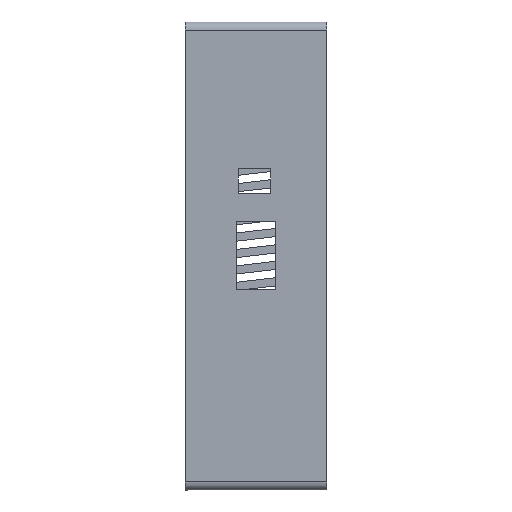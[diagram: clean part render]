
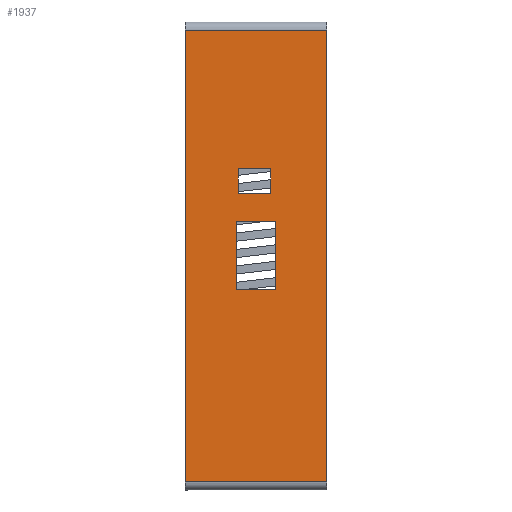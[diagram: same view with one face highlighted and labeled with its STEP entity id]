
A CAD part, left-side view. The second image highlights one B-rep face of the part: STEP entity #1937.
In plain terms, the highlighted planar face has unit normal (-1, 0, 0).
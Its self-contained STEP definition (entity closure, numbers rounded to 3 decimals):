
#28 = ORIENTED_EDGE ( 'NONE', *, *, #5442, .T. ) ;
#29 = EDGE_CURVE ( 'NONE', #4598, #3399, #4819, .T. ) ;
#100 = ORIENTED_EDGE ( 'NONE', *, *, #6633, .F. ) ;
#196 = FACE_BOUND ( 'NONE', #2778, .T. ) ;
#246 = DIRECTION ( 'NONE',  ( 0., 0., 1. ) ) ;
#247 = AXIS2_PLACEMENT_3D ( 'NONE', #7256, #2410, #7835 ) ;
#386 = ORIENTED_EDGE ( 'NONE', *, *, #2006, .T. ) ;
#400 = DIRECTION ( 'NONE',  ( 0., 1., 0. ) ) ;
#459 = CARTESIAN_POINT ( 'NONE',  ( -23.174, 73.528, 80.602 ) ) ;
#551 = ORIENTED_EDGE ( 'NONE', *, *, #2981, .F. ) ;
#690 = VERTEX_POINT ( 'NONE', #6612 ) ;
#784 = DIRECTION ( 'NONE',  ( 0., -1., 0. ) ) ;
#895 = CARTESIAN_POINT ( 'NONE',  ( -23.174, 86.428, 122.352 ) ) ;
#1043 = FACE_OUTER_BOUND ( 'NONE', #1193, .T. ) ;
#1057 = VERTEX_POINT ( 'NONE', #1462 ) ;
#1089 = DIRECTION ( 'NONE',  ( 0., 1., 0. ) ) ;
#1110 = CARTESIAN_POINT ( 'NONE',  ( -23.174, 94.428, 120.352 ) ) ;
#1150 = DIRECTION ( 'NONE',  ( 0., 0., 1. ) ) ;
#1193 = EDGE_LOOP ( 'NONE', ( #7577, #28, #1747, #386 ) ) ;
#1229 = EDGE_CURVE ( 'NONE', #6188, #2555, #3301, .T. ) ;
#1462 = CARTESIAN_POINT ( 'NONE',  ( -23.174, 64.528, 73.852 ) ) ;
#1524 = CARTESIAN_POINT ( 'NONE',  ( -23.174, 74.028, 57.152 ) ) ;
#1684 = ORIENTED_EDGE ( 'NONE', *, *, #3206, .F. ) ;
#1743 = PLANE ( 'NONE',  #247 ) ;
#1747 = ORIENTED_EDGE ( 'NONE', *, *, #5104, .T. ) ;
#1870 = VECTOR ( 'NONE', #1150, 1000. ) ;
#1937 = ADVANCED_FACE ( 'NONE', ( #7201, #196, #1043 ), #1743, .F. ) ;
#2006 = EDGE_CURVE ( 'NONE', #3442, #3399, #3698, .T. ) ;
#2110 = CARTESIAN_POINT ( 'NONE',  ( -23.174, 73.528, 80.602 ) ) ;
#2129 = VECTOR ( 'NONE', #2184, 1000. ) ;
#2184 = DIRECTION ( 'NONE',  ( 0., 0., -1. ) ) ;
#2410 = DIRECTION ( 'NONE',  ( 1., 0., 0. ) ) ;
#2555 = VERTEX_POINT ( 'NONE', #4508 ) ;
#2684 = VERTEX_POINT ( 'NONE', #3739 ) ;
#2778 = EDGE_LOOP ( 'NONE', ( #2960, #551, #5625, #3142 ) ) ;
#2960 = ORIENTED_EDGE ( 'NONE', *, *, #5491, .F. ) ;
#2981 = EDGE_CURVE ( 'NONE', #2555, #3965, #6671, .T. ) ;
#3064 = VERTEX_POINT ( 'NONE', #3474 ) ;
#3142 = ORIENTED_EDGE ( 'NONE', *, *, #5687, .F. ) ;
#3206 = EDGE_CURVE ( 'NONE', #690, #2684, #8226, .T. ) ;
#3225 = EDGE_CURVE ( 'NONE', #5356, #3064, #5387, .T. ) ;
#3301 = LINE ( 'NONE', #1524, #2129 ) ;
#3399 = VERTEX_POINT ( 'NONE', #7922 ) ;
#3406 = CARTESIAN_POINT ( 'NONE',  ( -23.174, 94.428, 10.352 ) ) ;
#3442 = VERTEX_POINT ( 'NONE', #3992 ) ;
#3474 = CARTESIAN_POINT ( 'NONE',  ( -23.174, 65.528, 86.602 ) ) ;
#3556 = VECTOR ( 'NONE', #246, 1000. ) ;
#3586 = VECTOR ( 'NONE', #784, 1000. ) ;
#3610 = DIRECTION ( 'NONE',  ( 0., 1., 0. ) ) ;
#3698 = LINE ( 'NONE', #1110, #6905 ) ;
#3722 = CARTESIAN_POINT ( 'NONE',  ( -23.174, 64.528, 57.152 ) ) ;
#3739 = CARTESIAN_POINT ( 'NONE',  ( -23.174, 73.528, 80.602 ) ) ;
#3785 = DIRECTION ( 'NONE',  ( 0., -1., 0. ) ) ;
#3822 = CARTESIAN_POINT ( 'NONE',  ( -23.174, 51.928, 8.352 ) ) ;
#3965 = VERTEX_POINT ( 'NONE', #3722 ) ;
#3992 = CARTESIAN_POINT ( 'NONE',  ( -23.174, 51.928, 120.352 ) ) ;
#4064 = CARTESIAN_POINT ( 'NONE',  ( -23.174, 51.928, 10.352 ) ) ;
#4288 = DIRECTION ( 'NONE',  ( 0., 0., -1. ) ) ;
#4508 = CARTESIAN_POINT ( 'NONE',  ( -23.174, 74.028, 57.152 ) ) ;
#4598 = VERTEX_POINT ( 'NONE', #8208 ) ;
#4778 = LINE ( 'NONE', #459, #7082 ) ;
#4819 = LINE ( 'NONE', #895, #5248 ) ;
#4855 = VECTOR ( 'NONE', #4288, 1000. ) ;
#4865 = VECTOR ( 'NONE', #8775, 1000. ) ;
#5054 = DIRECTION ( 'NONE',  ( 0., 0., 1. ) ) ;
#5057 = EDGE_CURVE ( 'NONE', #2684, #5356, #4778, .T. ) ;
#5104 = EDGE_CURVE ( 'NONE', #8190, #3442, #5522, .T. ) ;
#5152 = CARTESIAN_POINT ( 'NONE',  ( -23.174, 74.028, 73.852 ) ) ;
#5207 = VECTOR ( 'NONE', #8294, 1000. ) ;
#5248 = VECTOR ( 'NONE', #5054, 1000. ) ;
#5356 = VERTEX_POINT ( 'NONE', #6229 ) ;
#5387 = LINE ( 'NONE', #8393, #3556 ) ;
#5421 = LINE ( 'NONE', #3406, #3586 ) ;
#5442 = EDGE_CURVE ( 'NONE', #4598, #8190, #5421, .T. ) ;
#5491 = EDGE_CURVE ( 'NONE', #3965, #1057, #8359, .T. ) ;
#5522 = LINE ( 'NONE', #3822, #1870 ) ;
#5625 = ORIENTED_EDGE ( 'NONE', *, *, #1229, .F. ) ;
#5687 = EDGE_CURVE ( 'NONE', #1057, #6188, #6902, .T. ) ;
#5804 = LINE ( 'NONE', #7770, #8134 ) ;
#6188 = VERTEX_POINT ( 'NONE', #7495 ) ;
#6229 = CARTESIAN_POINT ( 'NONE',  ( -23.174, 65.528, 80.602 ) ) ;
#6253 = VECTOR ( 'NONE', #400, 1000. ) ;
#6612 = CARTESIAN_POINT ( 'NONE',  ( -23.174, 73.528, 86.602 ) ) ;
#6633 = EDGE_CURVE ( 'NONE', #3064, #690, #5804, .T. ) ;
#6671 = LINE ( 'NONE', #8303, #4865 ) ;
#6902 = LINE ( 'NONE', #5152, #6253 ) ;
#6905 = VECTOR ( 'NONE', #1089, 1000. ) ;
#6969 = ORIENTED_EDGE ( 'NONE', *, *, #5057, .F. ) ;
#7082 = VECTOR ( 'NONE', #3785, 1000. ) ;
#7201 = FACE_BOUND ( 'NONE', #7937, .T. ) ;
#7256 = CARTESIAN_POINT ( 'NONE',  ( -23.174, 94.428, 122.352 ) ) ;
#7495 = CARTESIAN_POINT ( 'NONE',  ( -23.174, 74.028, 73.852 ) ) ;
#7577 = ORIENTED_EDGE ( 'NONE', *, *, #29, .F. ) ;
#7677 = CARTESIAN_POINT ( 'NONE',  ( -23.174, 64.528, 57.152 ) ) ;
#7770 = CARTESIAN_POINT ( 'NONE',  ( -23.174, 73.528, 86.602 ) ) ;
#7814 = ORIENTED_EDGE ( 'NONE', *, *, #3225, .F. ) ;
#7835 = DIRECTION ( 'NONE',  ( 0., 0., -1. ) ) ;
#7922 = CARTESIAN_POINT ( 'NONE',  ( -23.174, 86.428, 120.352 ) ) ;
#7937 = EDGE_LOOP ( 'NONE', ( #100, #7814, #6969, #1684 ) ) ;
#8134 = VECTOR ( 'NONE', #3610, 1000. ) ;
#8190 = VERTEX_POINT ( 'NONE', #4064 ) ;
#8208 = CARTESIAN_POINT ( 'NONE',  ( -23.174, 86.428, 10.352 ) ) ;
#8226 = LINE ( 'NONE', #2110, #4855 ) ;
#8294 = DIRECTION ( 'NONE',  ( 0., 0., 1. ) ) ;
#8303 = CARTESIAN_POINT ( 'NONE',  ( -23.174, 74.028, 57.152 ) ) ;
#8359 = LINE ( 'NONE', #7677, #5207 ) ;
#8393 = CARTESIAN_POINT ( 'NONE',  ( -23.174, 65.528, 8.352 ) ) ;
#8775 = DIRECTION ( 'NONE',  ( 0., -1., 0. ) ) ;
